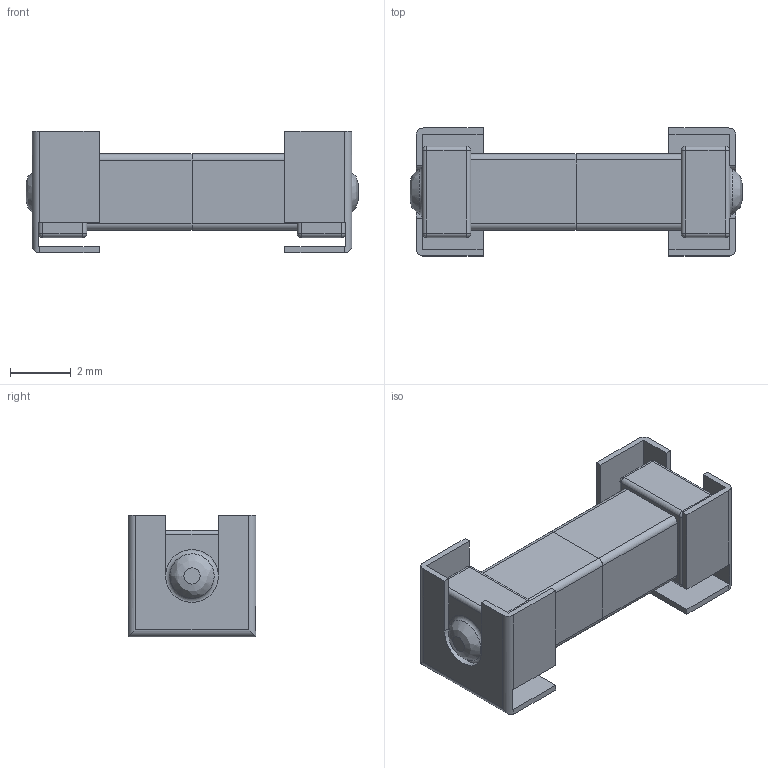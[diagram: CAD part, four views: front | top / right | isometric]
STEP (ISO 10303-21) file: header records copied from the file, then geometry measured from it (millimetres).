
FILE_DESCRIPTION(('FreeCAD Model'),'2;1');
FILE_NAME('Fuse_v4_sp.step', '2018-09-13T00:35:28',('kicad StepUp'),('ksu MCAD'), 'Open CASCADE STEP processor 7.2','FreeCAD','Unknown');
FILE_SCHEMA(('AUTOMOTIVE_DESIGN { 1 0 10303 214 1 1 1 1 }'));
Length unit declared in the file: millimetre
Products named in the file (1): Fuse_v4_sp
Bounding box: 10.9 x 4.2 x 4 mm (x, y, z)
Volume: 85.2 mm3; surface area: 251.8 mm2
Topology: 1 solids, 1 shells, 120 faces, 278 edges, 162 vertices
Faces by surface type: plane 60, cylinder 40, sphere 16, torus 2, bspline 2
Entity records: 4303 total; most frequent: CARTESIAN_POINT 701, DIRECTION 596, ORIENTED_EDGE 556, EDGE_CURVE 278, AXIS2_PLACEMENT_3D 205, LINE 186, VECTOR 186, VERTEX_POINT 162
